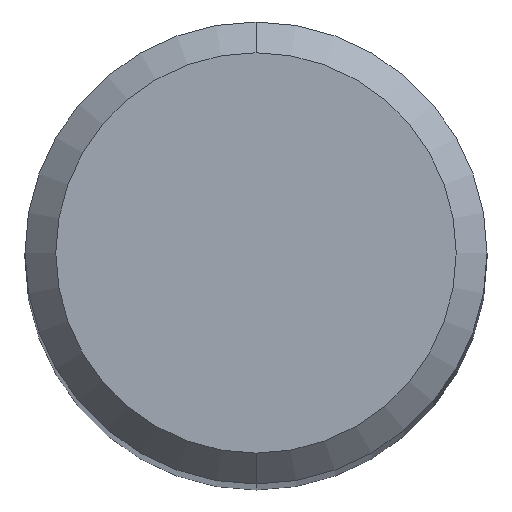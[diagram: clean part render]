
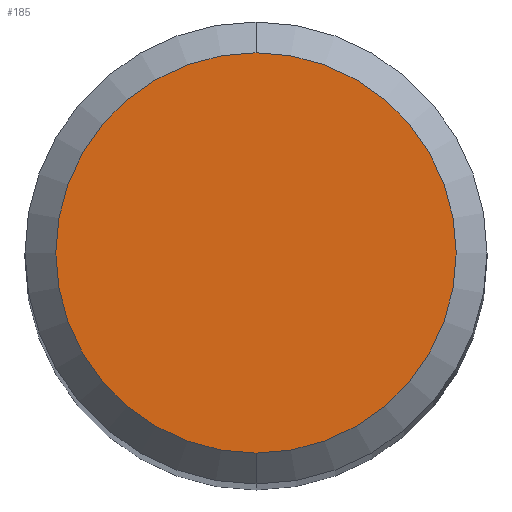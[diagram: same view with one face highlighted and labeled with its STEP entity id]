
A CAD part, top view. The second image highlights one B-rep face of the part: STEP entity #185.
In plain terms, the highlighted planar face has unit normal (0, 0, 1).
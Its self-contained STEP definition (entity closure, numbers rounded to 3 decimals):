
#111=VERTEX_POINT('',#263);
#115=EDGE_CURVE('',#159,#111,#267,.T.);
#159=VERTEX_POINT('',#319);
#165=EDGE_CURVE('',#111,#159,#326,.T.);
#185=ADVANCED_FACE('',(#349),#350,.T.);
#263=CARTESIAN_POINT('',(0.,-2.6,0.0));
#267=CIRCLE('',#429,2.6);
#319=CARTESIAN_POINT('',(0.0,2.6,0.0));
#326=CIRCLE('',#510,2.6);
#349=FACE_OUTER_BOUND('',#538,.T.);
#350=PLANE('',#539);
#429=AXIS2_PLACEMENT_3D('',#614,#615,#616);
#510=AXIS2_PLACEMENT_3D('',#705,#706,#707);
#538=EDGE_LOOP('',(#743,#744));
#539=AXIS2_PLACEMENT_3D('',#745,#746,#747);
#614=CARTESIAN_POINT('',(0.0,0.0,0.0));
#615=DIRECTION('',(0.0,0.0,-1.0));
#616=DIRECTION('',(0.0,1.0,0.0));
#705=CARTESIAN_POINT('',(0.0,0.0,0.0));
#706=DIRECTION('',(0.0,0.0,-1.0));
#707=DIRECTION('',(0.0,1.0,0.0));
#743=ORIENTED_EDGE('',*,*,#115,.F.);
#744=ORIENTED_EDGE('',*,*,#165,.F.);
#745=CARTESIAN_POINT('',(0.0,1.3,0.0));
#746=DIRECTION('',(-0.0,0.0,1.0));
#747=DIRECTION('',(0.0,-1.0,0.0));
